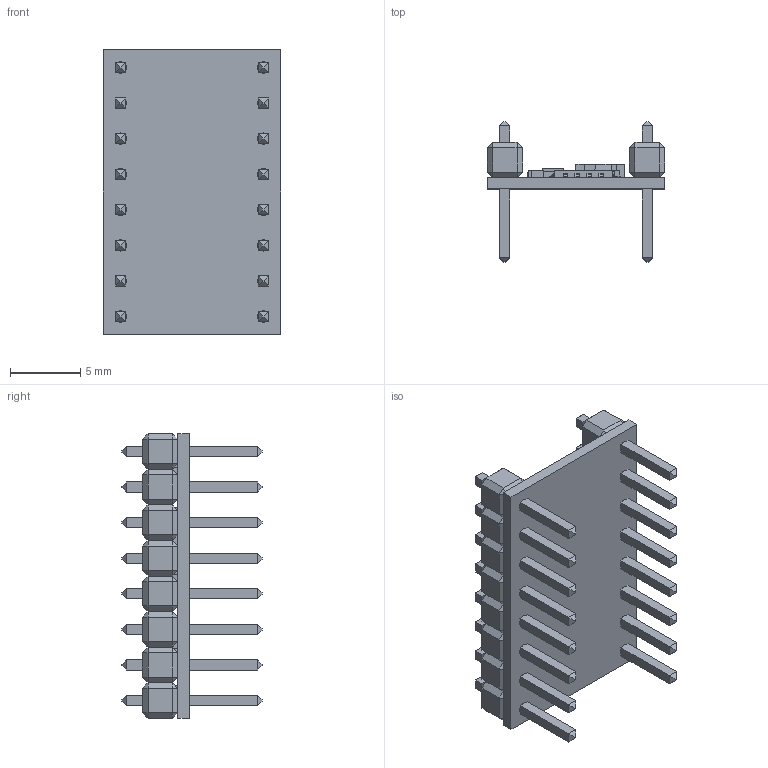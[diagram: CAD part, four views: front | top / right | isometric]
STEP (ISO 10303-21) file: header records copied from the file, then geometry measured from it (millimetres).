
FILE_DESCRIPTION(/* description */ (''),/* implementation_level */ '2;1');
FILE_NAME(/* name */ 'assembly of drv 8833 with headers.stp',/* time_stamp */ '2021-12-04T14:41:48+03:00',/* author */ ('Samet Efekan'),/* organization */ (''),/* preprocessor_version */ 'ST-DEVELOPER v18',/* originating_system */ 'Autodesk Inventor 2020',/* authorisation */ '');
FILE_SCHEMA (('AUTOMOTIVE_DESIGN { 1 0 10303 214 3 1 1 }'));
Products named in the file (11): Assembly1; assembly of drv 8833; Main chip; main pcb ipt; transsitor; Resistor - Capacitro; Resistor; sdasdsa; 1231; black; Header
Assembly tree (28 placements, depth 3):
  Assembly1
    assembly of drv 8833
      Main chip
      main pcb ipt
      transsitor
      Resistor - Capacitro
      Resistor  x3
      sdasdsa
      1231
      black  x2
      Header  x16
Bounding box: 12.7 x 10 x 20.32 mm (x, y, z)
Volume: 507.1 mm3; surface area: 1533 mm2
Topology: 27 solids, 27 shells, 1056 faces, 2317 edges, 1382 vertices
Faces by surface type: plane 942, cylinder 114
Full cylindrical faces by diameter (mm): 0.813 x16, 1.524 x14
Entity records: 11702 total; most frequent: DIRECTION 1947, CARTESIAN_POINT 1872, ORIENTED_EDGE 1778, EDGE_CURVE 889, AXIS2_PLACEMENT_3D 665, LINE 617, VECTOR 617, VERTEX_POINT 590
